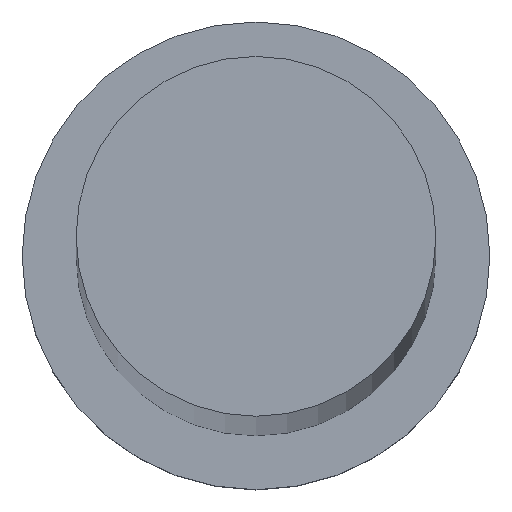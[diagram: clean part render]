
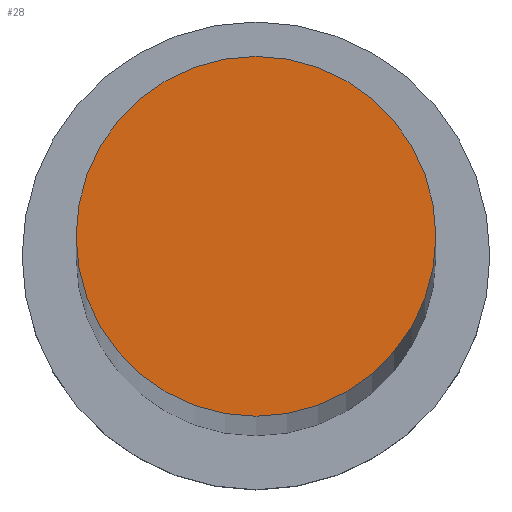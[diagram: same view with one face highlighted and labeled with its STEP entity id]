
A CAD part, top view. The second image highlights one B-rep face of the part: STEP entity #28.
In plain terms, the highlighted planar face has unit normal (0, 0, 1).
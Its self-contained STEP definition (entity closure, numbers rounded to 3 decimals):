
#16 = FACE_OUTER_BOUND ( 'NONE', #27, .T. ) ;
#20 = DIRECTION ( 'NONE',  ( 1., 0., 0. ) ) ;
#27 = EDGE_LOOP ( 'NONE', ( #252, #33 ) ) ;
#28 = ADVANCED_FACE ( 'NONE', ( #16 ), #83, .T. ) ;
#33 = ORIENTED_EDGE ( 'NONE', *, *, #235, .T. ) ;
#36 = VERTEX_POINT ( 'NONE', #200 ) ;
#40 = DIRECTION ( 'NONE',  ( 0., 0., 1. ) ) ;
#63 = AXIS2_PLACEMENT_3D ( 'NONE', #73, #122, #217 ) ;
#73 = CARTESIAN_POINT ( 'NONE',  ( 0., 0., 630. ) ) ;
#74 = DIRECTION ( 'NONE',  ( 1., 0., 0. ) ) ;
#83 = PLANE ( 'NONE',  #254 ) ;
#84 = DIRECTION ( 'NONE',  ( 0., 0., 1. ) ) ;
#86 = CARTESIAN_POINT ( 'NONE',  ( 0., 0., 630. ) ) ;
#122 = DIRECTION ( 'NONE',  ( 0., 0., 1. ) ) ;
#130 = CARTESIAN_POINT ( 'NONE',  ( 0., 0., 630. ) ) ;
#143 = AXIS2_PLACEMENT_3D ( 'NONE', #130, #40, #20 ) ;
#168 = CIRCLE ( 'NONE', #63, 10. ) ;
#170 = EDGE_CURVE ( 'NONE', #36, #238, #189, .T. ) ;
#189 = CIRCLE ( 'NONE', #143, 10. ) ;
#192 = CARTESIAN_POINT ( 'NONE',  ( 10., 0., 630. ) ) ;
#200 = CARTESIAN_POINT ( 'NONE',  ( -10., 0., 630. ) ) ;
#217 = DIRECTION ( 'NONE',  ( 1., 0., 0. ) ) ;
#235 = EDGE_CURVE ( 'NONE', #238, #36, #168, .T. ) ;
#238 = VERTEX_POINT ( 'NONE', #192 ) ;
#252 = ORIENTED_EDGE ( 'NONE', *, *, #170, .T. ) ;
#254 = AXIS2_PLACEMENT_3D ( 'NONE', #86, #84, #74 ) ;
